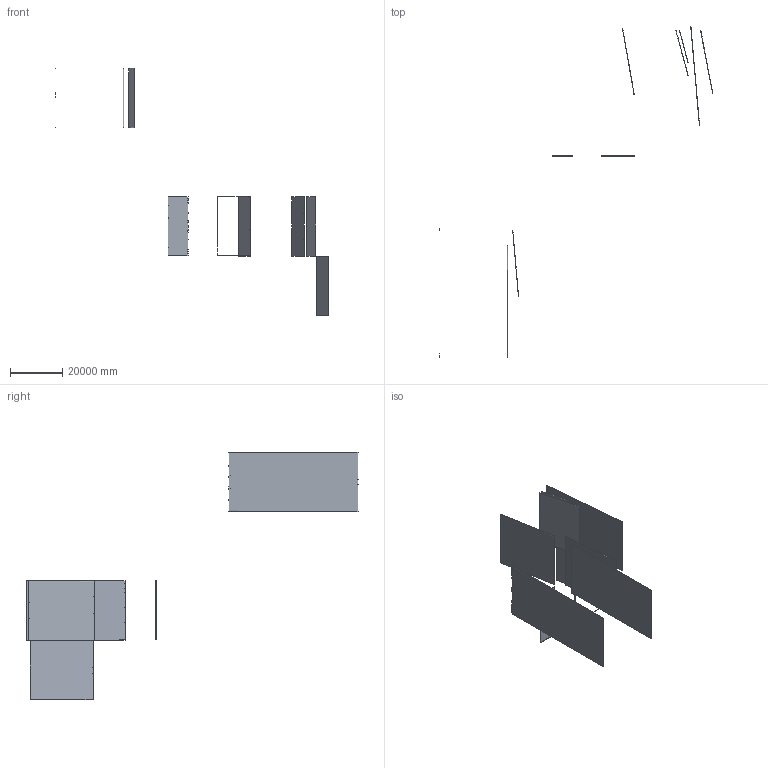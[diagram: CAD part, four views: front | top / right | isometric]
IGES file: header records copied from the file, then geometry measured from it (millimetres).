
Start section: DESIGNCAD DRAWING \Trocknungsschrank_Aufrüstung.igs
Global section: file name: \Trocknungsschrank_Aufrüstung.igs; native system: ASBC; preprocessor: 3; author:  ; organization:  ; date: 150306.133230; units: inch
Bounding box: 104880.95 x 127281.69 x 95052.39 mm (x, y, z)
Surface area: 11220535253 mm2 (no closed solid volume)
Topology: 0 solids, 0 shells, 10 faces, 243 edges, 236 vertices
Faces by surface type: bspline 10
